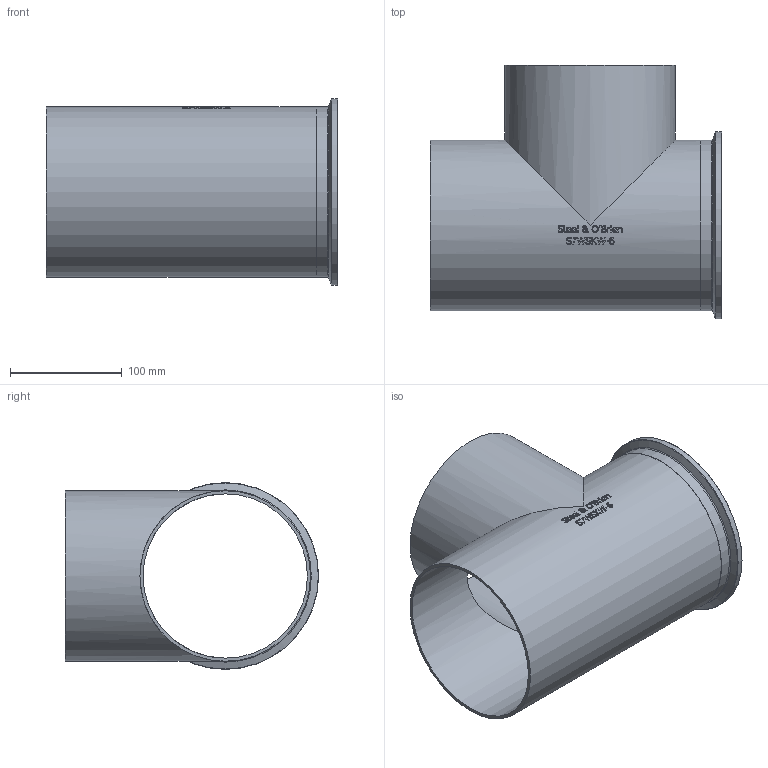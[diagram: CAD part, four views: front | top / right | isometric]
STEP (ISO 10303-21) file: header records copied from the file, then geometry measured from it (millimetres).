
FILE_DESCRIPTION(/* description */ (''),/* implementation_level */ '2;1');
FILE_NAME(/* name */ 'S7WSKW-6.stp',/* time_stamp */ '2018-11-28T13:09:42-05:00',/* author */ ('ken'),/* organization */ (''),/* preprocessor_version */ 'ST-DEVELOPER v15.2',/* originating_system */ 'Autodesk Inventor 2014',/* authorisation */ '');
FILE_SCHEMA (('AUTOMOTIVE_DESIGN { 1 0 10303 214 3 1 1 }'));
Length unit declared in the file: inch
Products named in the file (1): S7WSKW-6
Bounding box: 260.35 x 226.31 x 166.88 mm (x, y, z)
Volume: 424084.5 mm3; surface area: 300650 mm2
Topology: 1 solids, 1 shells, 365 faces, 982 edges, 652 vertices
Faces by surface type: bspline 170, plane 145, cylinder 38, torus 9, cone 3
Full cylindrical faces by diameter (mm): 146.863 x3, 152.4 x3, 166.878 x1
Entity records: 14378 total; most frequent: CARTESIAN_POINT 6262, ORIENTED_EDGE 1910, DIRECTION 1187, EDGE_CURVE 955, VERTEX_POINT 646, LINE 435, VECTOR 435, EDGE_LOOP 423
